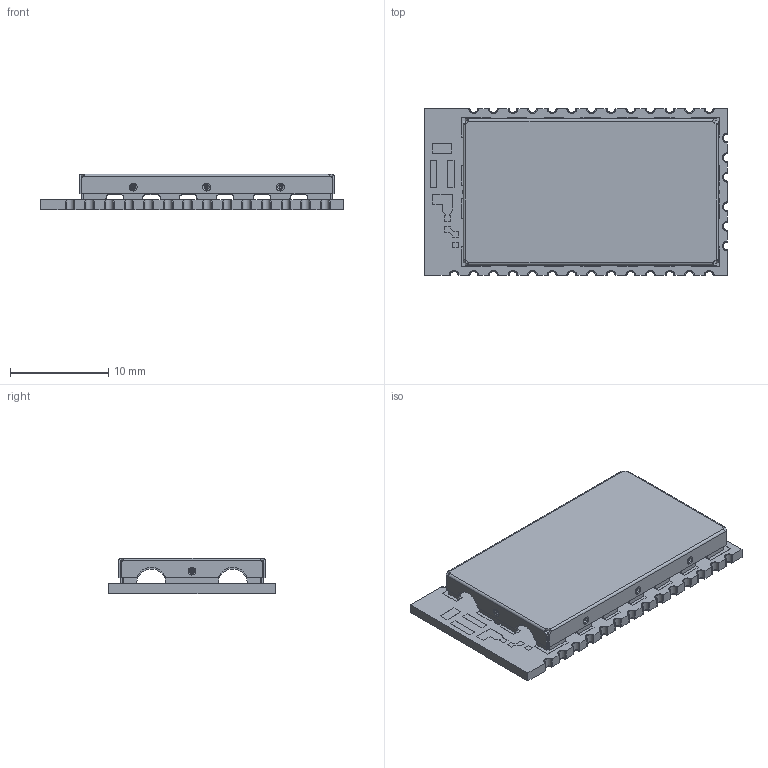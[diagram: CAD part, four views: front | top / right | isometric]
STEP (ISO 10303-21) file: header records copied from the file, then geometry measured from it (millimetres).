
FILE_DESCRIPTION(/* description */ ('Unknown'),/* implementation_level */ '2;1');
FILE_NAME(/* name */ '2603011121001',/* time_stamp */ '2018-07-31T15:01:28+02:00',/* author */ ('Unknown'),/* organization */ ('Unknown'),/* preprocessor_version */ 'ST-DEVELOPER v16.7',/* originating_system */ 'DEX',/* authorisation */ $);
FILE_SCHEMA (('AUTOMOTIVE_DESIGN {1 0 10303 214 3 1 1}'));
Length unit declared in the file: millimetre
Products named in the file (6): 2603011121001; PCB; solder_pin; AMB004F; AMB004C; asm_Pad
Assembly tree (37 placements, depth 2):
  2603011121001
    PCB
    solder_pin  x33
    AMB004F
    AMB004C
    asm_Pad
Bounding box: 30.85 x 17 x 3.61 mm (x, y, z)
Volume: 679.6 mm3; surface area: 3172.8 mm2
Topology: 60 solids, 60 shells, 1020 faces, 2440 edges, 1556 vertices
Faces by surface type: plane 769, cylinder 187, torus 32, bspline 16, cone 16
Full cylindrical faces by diameter (mm): 0.8 x10
Entity records: 22354 total; most frequent: CARTESIAN_POINT 3956, DIRECTION 3352, ORIENTED_EDGE 3324, EDGE_CURVE 1662, LINE 1352, VECTOR 1352, VERTEX_POINT 1092, AXIS2_PLACEMENT_3D 1000
